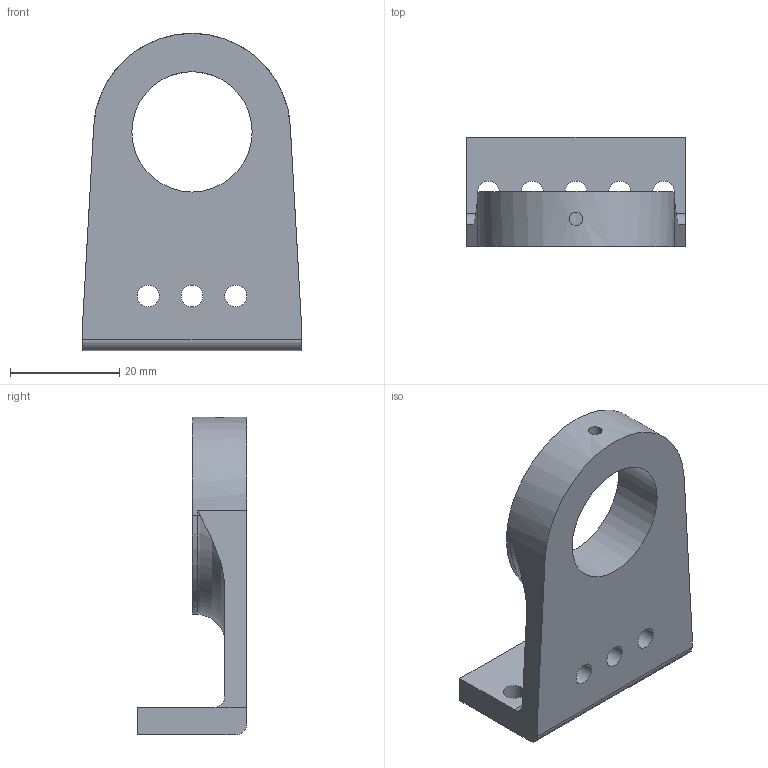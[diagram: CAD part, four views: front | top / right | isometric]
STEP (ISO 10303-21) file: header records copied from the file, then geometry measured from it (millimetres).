
FILE_DESCRIPTION(('CATIA V5 STEP Exchange'),'2;1');
FILE_NAME('PortaRodamientos.stp','2015-03-26T02:42:10+00:00',('none'),('none'),'CATIA Version 5 Release 19 SP 2 (IN-10)','CATIA V5 STEP AP203','none');
FILE_SCHEMA(('CONFIG_CONTROL_DESIGN'));
Length unit declared in the file: millimetre
Products named in the file (1): PortaRodamientos
Bounding box: 40 x 20 x 58 mm (x, y, z)
Volume: 13436.9 mm3; surface area: 6987.1 mm2
Topology: 1 solids, 1 shells, 37 faces, 105 edges, 70 vertices
Faces by surface type: cylinder 24, plane 10, torus 3
Entity records: 1260 total; most frequent: CARTESIAN_POINT 282, ORIENTED_EDGE 210, DIRECTION 144, EDGE_CURVE 105, AXIS2_PLACEMENT_3D 73, VERTEX_POINT 70, EDGE_LOOP 57, VECTOR 47
